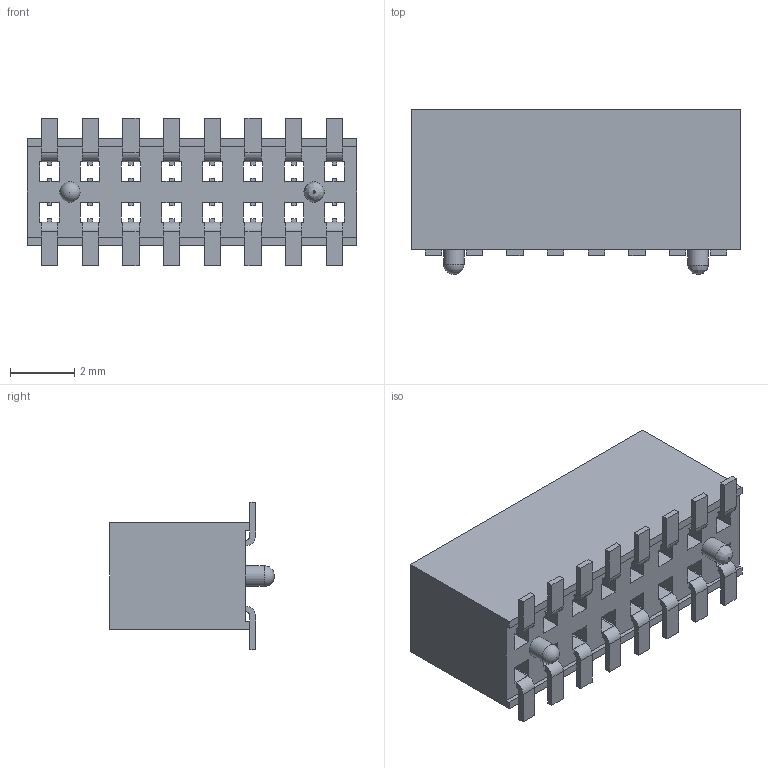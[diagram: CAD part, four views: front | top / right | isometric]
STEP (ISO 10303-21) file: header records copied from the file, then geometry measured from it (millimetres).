
FILE_DESCRIPTION( ( 'STEP AP214' ), '1' );
FILE_NAME( 'FLE-108-01-G-DV-A.stp', '2021-01-11T17:05:18', ( 'License CC BY-ND 4.0' ), ( 'CADENAS' ), ' ', 'PARTsolutions', ' ' );
FILE_SCHEMA( ( 'AUTOMOTIVE_DESIGN { 1 0 10303 214 1 1 1 1 }' ) );
Length unit declared in the file: inch
Products named in the file (3): FLE-108-01-G-DV-A; _FLE-108-01-DV-A_socket; _C-96-01-08-DV
Assembly tree (2 placements, depth 2):
  FLE-108-01-G-DV-A
    _FLE-108-01-DV-A_socket
    _C-96-01-08-DV
Bounding box: 10.27 x 5.13 x 4.59 mm (x, y, z)
Volume: 161.3 mm3; surface area: 683.4 mm2
Topology: 2 solids, 2 shells, 490 faces, 1369 edges, 891 vertices
Faces by surface type: plane 440, cylinder 48, bspline 1, sphere 1
Full cylindrical faces by diameter (mm): 0.381 x7, 0.508 x7, 0.635 x2
Entity records: 19459 total; most frequent: CARTESIAN_POINT 2759, ORIENTED_EDGE 2698, DIRECTION 2430, EDGE_CURVE 1349, LINE 1252, VECTOR 1252, VERTEX_POINT 890, EDGE_LOOP 594
